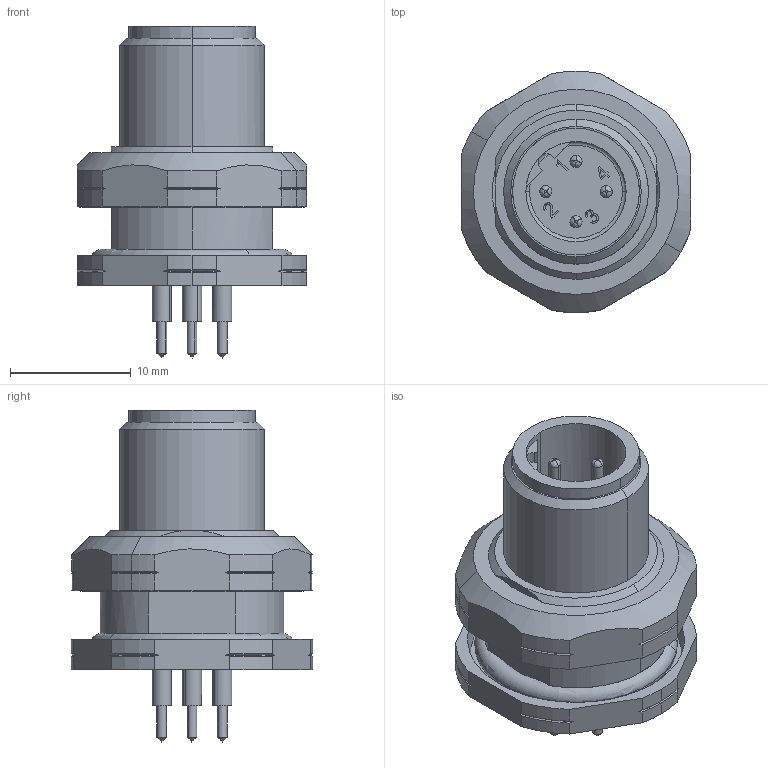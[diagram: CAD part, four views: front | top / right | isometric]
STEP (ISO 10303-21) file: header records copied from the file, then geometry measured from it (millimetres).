
FILE_DESCRIPTION(('CATIA V5 STEP Exchange','CAx-IF Rec.Pracs.--- Model Styling and Organization---1.4--- 2014-01-23'),'2;1');
FILE_NAME ('030236-2_0_2421700000_2421700000.stp','2021-01-05T10:18:55+00:00',('none'),('Weidmueller'),'CATIA Version 5-6 Release 2016 SP3 HF44','CATIA V5 STEP AP214','none');
FILE_SCHEMA(('AUTOMOTIVE_DESIGN { 1 0 10303 214 1 1 1 1 }'));
Length unit declared in the file: millimetre
Products named in the file (1): 2421700000
Bounding box: 19 x 20 x 27.5 mm (x, y, z)
Volume: 3019.1 mm3; surface area: 3811.6 mm2
Topology: 12 solids, 12 shells, 343 faces, 896 edges, 588 vertices
Faces by surface type: cylinder 113, plane 109, cone 60, bspline 53, torus 8
Entity records: 11466 total; most frequent: CARTESIAN_POINT 3994, ORIENTED_EDGE 1776, DIRECTION 1073, EDGE_CURVE 888, VERTEX_POINT 588, AXIS2_PLACEMENT_3D 485, EDGE_LOOP 378, ADVANCED_FACE 343
